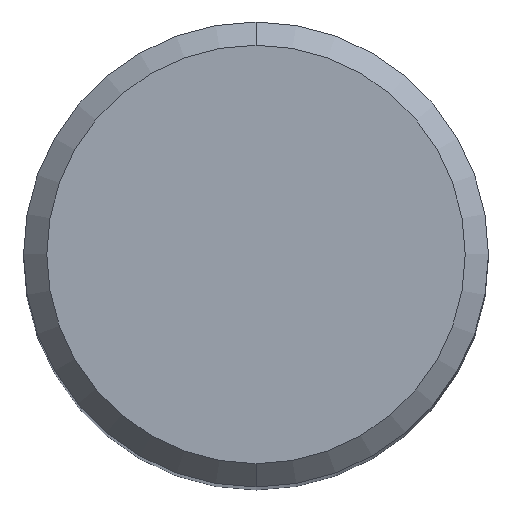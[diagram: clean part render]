
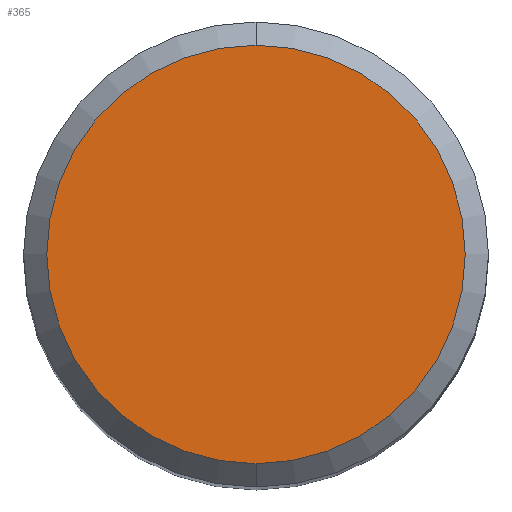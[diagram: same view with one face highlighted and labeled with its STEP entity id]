
A CAD part, top view. The second image highlights one B-rep face of the part: STEP entity #365.
In plain terms, the highlighted planar face has unit normal (0, 0, 1).
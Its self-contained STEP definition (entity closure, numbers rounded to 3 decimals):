
#201=VERTEX_POINT('',#510);
#231=VERTEX_POINT('',#543);
#359=EDGE_CURVE('',#201,#231,#685,.T.);
#361=EDGE_CURVE('',#231,#201,#687,.T.);
#365=ADVANCED_FACE('',(#692),#693,.T.);
#510=CARTESIAN_POINT('',(0.,-5.4,0.0));
#543=CARTESIAN_POINT('',(0.0,5.4,0.0));
#685=CIRCLE('',#1267,5.4);
#687=CIRCLE('',#1270,5.4);
#692=FACE_OUTER_BOUND('',#1275,.T.);
#693=PLANE('',#1276);
#1267=AXIS2_PLACEMENT_3D('',#1730,#1731,#1732);
#1270=AXIS2_PLACEMENT_3D('',#1733,#1734,#1735);
#1275=EDGE_LOOP('',(#1746,#1747));
#1276=AXIS2_PLACEMENT_3D('',#1748,#1749,#1750);
#1730=CARTESIAN_POINT('',(0.0,0.0,0.0));
#1731=DIRECTION('',(0.0,0.0,-1.0));
#1732=DIRECTION('',(0.0,1.0,0.0));
#1733=CARTESIAN_POINT('',(0.0,0.0,0.0));
#1734=DIRECTION('',(0.0,0.0,-1.0));
#1735=DIRECTION('',(0.0,1.0,0.0));
#1746=ORIENTED_EDGE('',*,*,#361,.F.);
#1747=ORIENTED_EDGE('',*,*,#359,.F.);
#1748=CARTESIAN_POINT('',(0.0,2.7,0.0));
#1749=DIRECTION('',(-0.0,0.0,1.0));
#1750=DIRECTION('',(0.0,-1.0,0.0));
